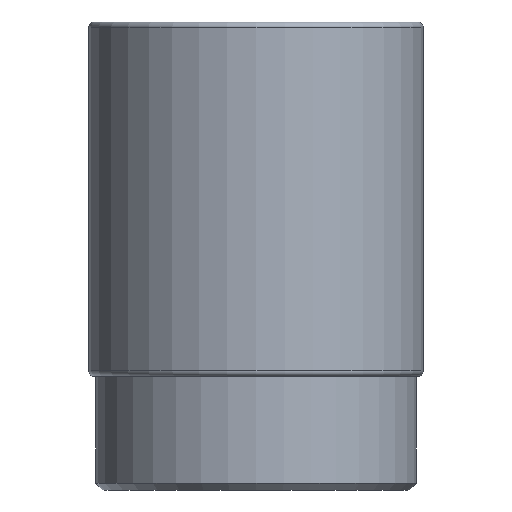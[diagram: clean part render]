
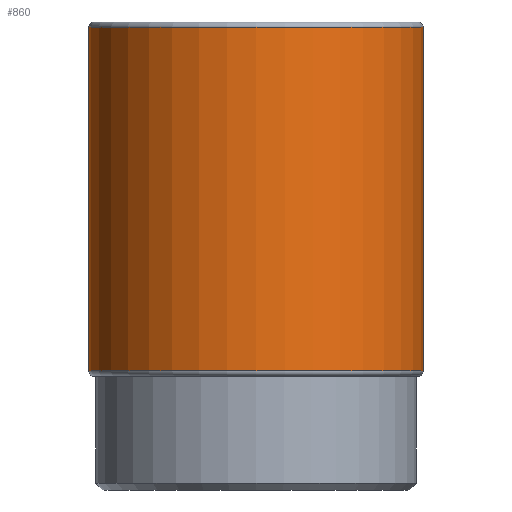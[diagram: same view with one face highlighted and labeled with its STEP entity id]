
A CAD part, left-side view. The second image highlights one B-rep face of the part: STEP entity #860.
In plain terms, the highlighted cylindrical face has radius 25 mm (diameter 50 mm), a partial arc.
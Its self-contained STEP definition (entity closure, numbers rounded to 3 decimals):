
#96=DIRECTION('',(0.,0.,-1.));
#97=VECTOR('',#96,51.4);
#98=CARTESIAN_POINT('',(0.,-25.,69.2));
#99=LINE('',#98,#97);
#103=CARTESIAN_POINT('',(0.,0.,17.8));
#104=DIRECTION('',(0.,0.,1.));
#105=DIRECTION('',(0.,1.,0.));
#106=AXIS2_PLACEMENT_3D('',#103,#104,#105);
#111=DIRECTION('',(0.,0.,1.));
#112=VECTOR('',#111,51.4);
#113=CARTESIAN_POINT('',(0.,25.,17.8));
#114=LINE('',#113,#112);
#134=CARTESIAN_POINT('',(0.,0.,69.2));
#135=DIRECTION('',(0.,0.,1.));
#136=DIRECTION('',(0.,1.,0.));
#137=AXIS2_PLACEMENT_3D('',#134,#135,#136);
#728=CARTESIAN_POINT('',(0.,25.,69.2));
#730=VERTEX_POINT('',#728);
#736=CARTESIAN_POINT('',(0.,-25.,69.2));
#738=VERTEX_POINT('',#736);
#749=CARTESIAN_POINT('',(0.,25.,17.8));
#751=VERTEX_POINT('',#749);
#753=CARTESIAN_POINT('',(0.,-25.,17.8));
#755=VERTEX_POINT('',#753);
#848=CARTESIAN_POINT('',(0.,0.,73.5));
#849=DIRECTION('',(0.,0.,-1.));
#850=DIRECTION('',(0.,1.,0.));
#851=AXIS2_PLACEMENT_3D('',#848,#849,#850);
#852=CYLINDRICAL_SURFACE('',#851,25.);
#853=ORIENTED_EDGE('',*,*,#829,.T.);
#854=ORIENTED_EDGE('',*,*,#800,.F.);
#855=ORIENTED_EDGE('',*,*,#826,.T.);
#857=ORIENTED_EDGE('',*,*,#856,.T.);
#858=EDGE_LOOP('',(#853,#854,#855,#857));
#859=FACE_OUTER_BOUND('',#858,.F.);
#107=CIRCLE('',#106,25.);
#138=CIRCLE('',#137,25.);
#800=EDGE_CURVE('',#751,#755,#107,.T.);
#826=EDGE_CURVE('',#751,#730,#114,.T.);
#829=EDGE_CURVE('',#738,#755,#99,.T.);
#856=EDGE_CURVE('',#730,#738,#138,.T.);
#860=ADVANCED_FACE('',(#859),#852,.T.);
